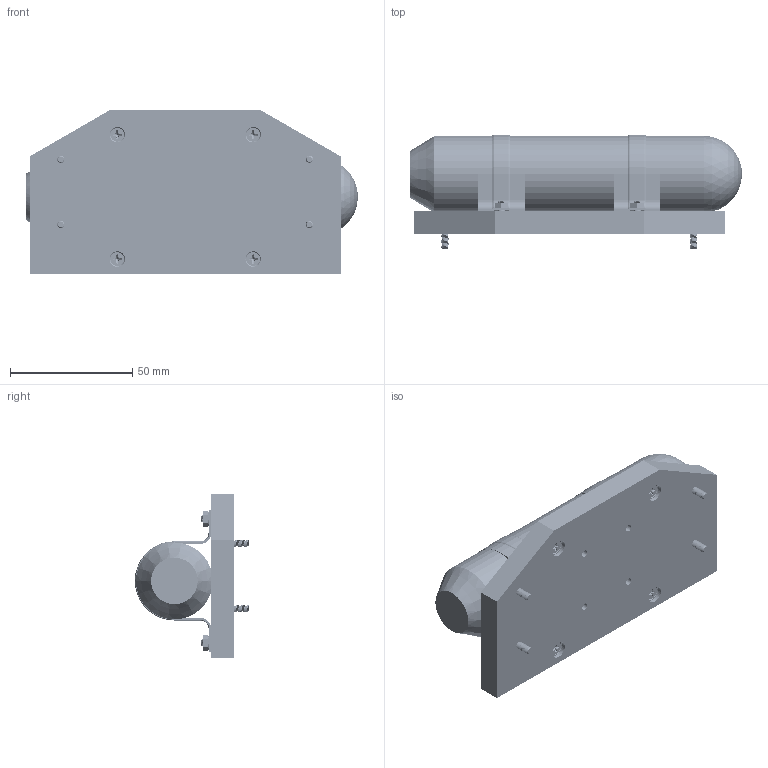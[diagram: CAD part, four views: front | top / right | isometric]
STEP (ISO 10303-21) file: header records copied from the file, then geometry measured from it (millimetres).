
FILE_DESCRIPTION(/* description */ (''),/* implementation_level */ '2;1');
FILE_NAME(/* name */ 'DPLX_A005_Spark_Gap_Lab.stp',/* time_stamp */ '2018-07-31T12:23:15-07:00',/* author */ ('MJ'),/* organization */ (''),/* preprocessor_version */ 'ST-DEVELOPER v16.13',/* originating_system */ 'Autodesk Inventor 2018',/* authorisation */ '');
FILE_SCHEMA (('AUTOMOTIVE_DESIGN { 1 0 10303 214 3 1 1 }'));
Length unit declared in the file: inch
Products named in the file (18): DPLX_A005_Spark_Gap_Lab; DPLX_P023 Spark Gap Shielding Bottom; DPLX_P022 Spark Gap Shielding Top; DPLX_P035 Spark Gap Shielding Middle; 92010A787_PASSIVATED 18-8 SS PHILLIPS FLAT HEAD SCREW; 92010A122_METRIC 18-8 SS FLAT HEAD PHIL MACHINE SCREW; 9429T360_STEEL CLAMP; DPLX_P025_Quartz_Tube; DPLX_P007_Wire_Mesh_Sleeve_Spark_Gap; DPLX_P033_SG_Viton rubber Cover; DPLX_P015_Foil_Wrap_SG; DPLX_A001_revE_Electrode_assmMJS; DPLX_P001_Electrode; DPLX_P006_BRASS SOCKET HEAD CAP SCREW; DPLX_P003_small_inside_baffle_RevB; DPLX_P004_revD_large_outside_baffle; 91828A211_TYPE 18-8 STAINLESS STEEL HEX NUT; DPLX_P010_Wire_Mesh_reducer_Spark_Gap
Assembly tree (28 placements, depth 3):
  DPLX_A005_Spark_Gap_Lab
    DPLX_P023 Spark Gap Shielding Bottom
    DPLX_P022 Spark Gap Shielding Top
    DPLX_P035 Spark Gap Shielding Middle
    92010A787_PASSIVATED 18-8 SS PHILLIPS FLAT HEAD SCREW  x4
    92010A122_METRIC 18-8 SS FLAT HEAD PHIL MACHINE SCREW  x4
    9429T360_STEEL CLAMP  x2
    DPLX_P025_Quartz_Tube
    DPLX_P007_Wire_Mesh_Sleeve_Spark_Gap
    DPLX_P033_SG_Viton rubber Cover
    DPLX_P015_Foil_Wrap_SG
    DPLX_A001_revE_Electrode_assmMJS  x2
      DPLX_P001_Electrode
      DPLX_P006_BRASS SOCKET HEAD CAP SCREW
      DPLX_P003_small_inside_baffle_RevB
      DPLX_P004_revD_large_outside_baffle
    91828A211_TYPE 18-8 STAINLESS STEEL HEX NUT  x4
    DPLX_P010_Wire_Mesh_reducer_Spark_Gap
Bounding box: 135.71 x 46.8 x 67.31 mm (x, y, z)
Volume: 133106.1 mm3; surface area: 137680.2 mm2
Topology: 30 solids, 30 shells, 1341 faces, 3627 edges, 2324 vertices
Faces by surface type: cylinder 601, plane 448, cone 162, bspline 74, torus 54, sphere 2
Full cylindrical faces by diameter (mm): 1.016 x24, 2.845 x4, 3 x192, 3.404 x13, 3.572 x2, 4.366 x2, 4.648 x2, 6.35 x8, 7 x4, 8 x2, 8.89 x2, 19.92 x2, 20 x1, 24 x3, 27 x2, 30.35 x2, 31.417 x1
Entity records: 31959 total; most frequent: CARTESIAN_POINT 18293, DIRECTION 2747, ORIENTED_EDGE 2612, EDGE_CURVE 1306, AXIS2_PLACEMENT_3D 1094, VERTEX_POINT 876, EDGE_LOOP 750, LINE 559
